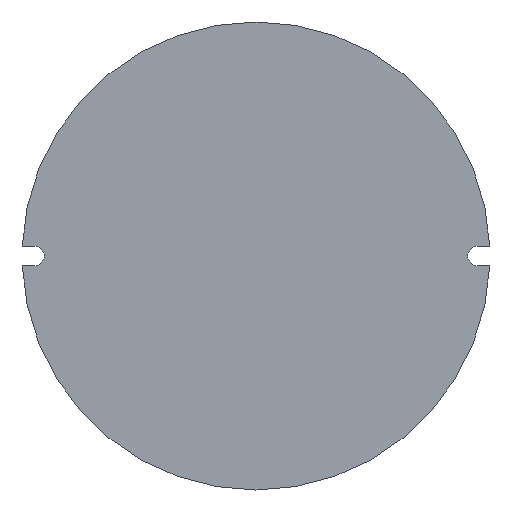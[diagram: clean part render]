
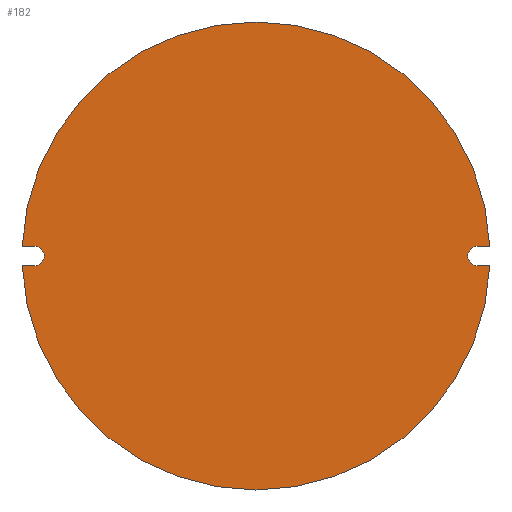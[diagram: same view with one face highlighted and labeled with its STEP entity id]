
A CAD part, left-side view. The second image highlights one B-rep face of the part: STEP entity #182.
In plain terms, the highlighted planar face has unit normal (-1, 0, 0).
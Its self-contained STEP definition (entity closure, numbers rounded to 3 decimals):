
#20=PLANE('',#223);
#30=FACE_OUTER_BOUND('',#40,.T.);
#40=EDGE_LOOP('',(#161,#162,#163,#164,#165,#166,#167,#168));
#43=LINE('',#290,#59);
#47=LINE('',#302,#63);
#51=LINE('',#314,#67);
#55=LINE('',#325,#71);
#59=VECTOR('',#236,10.);
#63=VECTOR('',#248,10.);
#67=VECTOR('',#260,10.);
#71=VECTOR('',#272,10.);
#73=CIRCLE('',#207,47.5);
#75=CIRCLE('',#211,2.);
#77=CIRCLE('',#215,47.5);
#79=CIRCLE('',#219,2.);
#81=VERTEX_POINT('',#280);
#82=VERTEX_POINT('',#281);
#85=VERTEX_POINT('',#289);
#87=VERTEX_POINT('',#295);
#89=VERTEX_POINT('',#301);
#91=VERTEX_POINT('',#307);
#93=VERTEX_POINT('',#313);
#95=VERTEX_POINT('',#319);
#97=EDGE_CURVE('',#81,#82,#73,.T.);
#101=EDGE_CURVE('',#85,#81,#43,.T.);
#104=EDGE_CURVE('',#87,#85,#75,.T.);
#107=EDGE_CURVE('',#89,#87,#47,.T.);
#110=EDGE_CURVE('',#91,#89,#77,.T.);
#113=EDGE_CURVE('',#93,#91,#51,.T.);
#116=EDGE_CURVE('',#95,#93,#79,.T.);
#119=EDGE_CURVE('',#82,#95,#55,.T.);
#161=ORIENTED_EDGE('',*,*,#119,.F.);
#162=ORIENTED_EDGE('',*,*,#97,.F.);
#163=ORIENTED_EDGE('',*,*,#101,.F.);
#164=ORIENTED_EDGE('',*,*,#104,.F.);
#165=ORIENTED_EDGE('',*,*,#107,.F.);
#166=ORIENTED_EDGE('',*,*,#110,.F.);
#167=ORIENTED_EDGE('',*,*,#113,.F.);
#168=ORIENTED_EDGE('',*,*,#116,.F.);
#182=ADVANCED_FACE('',(#30),#20,.F.);
#207=AXIS2_PLACEMENT_3D('',#282,#228,#229);
#211=AXIS2_PLACEMENT_3D('',#296,#241,#242);
#215=AXIS2_PLACEMENT_3D('',#308,#253,#254);
#219=AXIS2_PLACEMENT_3D('',#320,#265,#266);
#223=AXIS2_PLACEMENT_3D('',#328,#276,#277);
#228=DIRECTION('center_axis',(1.,0.,0.));
#229=DIRECTION('ref_axis',(0.,0.999,0.042));
#236=DIRECTION('',(0.,1.,0.));
#241=DIRECTION('center_axis',(-1.,0.,0.));
#242=DIRECTION('ref_axis',(0.,0.,-1.));
#248=DIRECTION('',(0.,-1.,0.));
#253=DIRECTION('center_axis',(1.,0.,0.));
#254=DIRECTION('ref_axis',(0.,-0.999,-0.042));
#260=DIRECTION('',(0.,-1.,0.));
#265=DIRECTION('center_axis',(-1.,0.,0.));
#266=DIRECTION('ref_axis',(0.,0.,1.));
#272=DIRECTION('',(0.,1.,0.));
#276=DIRECTION('center_axis',(1.,0.,0.));
#277=DIRECTION('ref_axis',(0.,0.,-1.));
#280=CARTESIAN_POINT('',(0.,47.458,2.));
#281=CARTESIAN_POINT('',(0.,-47.458,2.));
#282=CARTESIAN_POINT('Origin',(0.,0.,0.));
#289=CARTESIAN_POINT('',(0.,45.,2.));
#290=CARTESIAN_POINT('',(0.,44.956,2.));
#295=CARTESIAN_POINT('',(0.,45.,-2.));
#296=CARTESIAN_POINT('Origin',(0.,45.,0.));
#301=CARTESIAN_POINT('',(0.,47.458,-2.));
#302=CARTESIAN_POINT('',(0.,47.458,-2.));
#307=CARTESIAN_POINT('',(0.,-47.458,-2.));
#308=CARTESIAN_POINT('Origin',(0.,0.,0.));
#313=CARTESIAN_POINT('',(0.,-45.,-2.));
#314=CARTESIAN_POINT('',(0.,-44.956,-2.));
#319=CARTESIAN_POINT('',(0.,-45.,2.));
#320=CARTESIAN_POINT('Origin',(0.,-45.,0.));
#325=CARTESIAN_POINT('',(0.,-47.458,2.));
#328=CARTESIAN_POINT('Origin',(0.,0.,0.));
